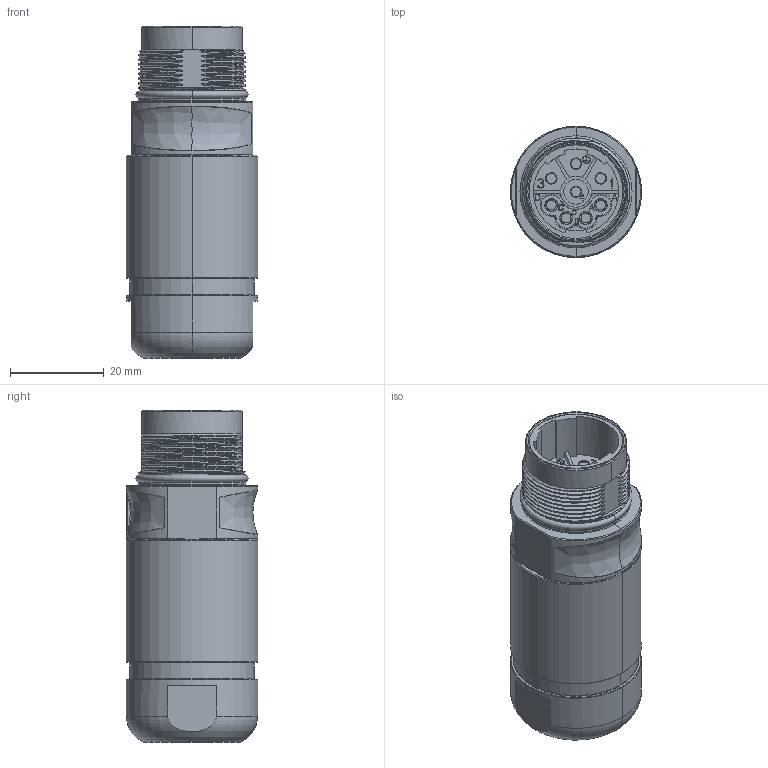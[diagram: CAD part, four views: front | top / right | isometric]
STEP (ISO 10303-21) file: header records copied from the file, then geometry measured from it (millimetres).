
FILE_DESCRIPTION((''),'2;1');
FILE_NAME('SF-7EP1N8A9LB1_1605578','2013-10-25T',('feitelbuss'),(''),'PRO/ENGINEER BY PARAMETRIC TECHNOLOGY CORPORATION, 2012480','PRO/ENGINEER BY PARAMETRIC TECHNOLOGY CORPORATION, 2012480','');
FILE_SCHEMA(('AUTOMOTIVE_DESIGN { 1 0 10303 214 1 1 1 1 }'));
Length unit declared in the file: millimetre
Products named in the file (1): SF-7EP1N8A9LB1_1605578
Bounding box: 28 x 28 x 70.9 mm (x, y, z)
Volume: 36234.2 mm3; surface area: 8442 mm2
Topology: 1 solids, 1 shells, 564 faces, 1481 edges, 962 vertices
Faces by surface type: plane 329, cylinder 93, bspline 82, cone 37, torus 23
Entity records: 23552 total; most frequent: CARTESIAN_POINT 9955, ORIENTED_EDGE 2962, DIRECTION 2483, EDGE_CURVE 1481, VECTOR 1001, LINE 1001, VERTEX_POINT 962, AXIS2_PLACEMENT_3D 741
